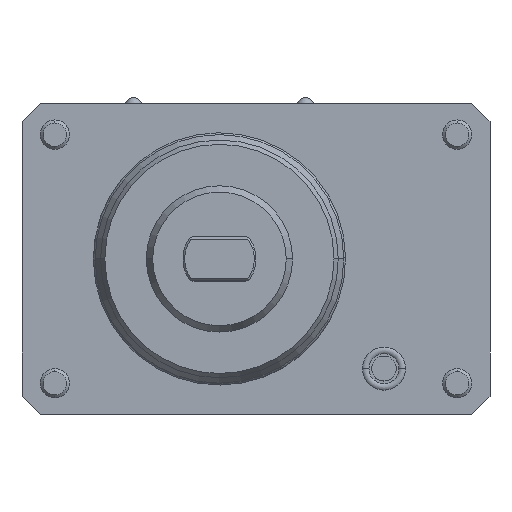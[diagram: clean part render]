
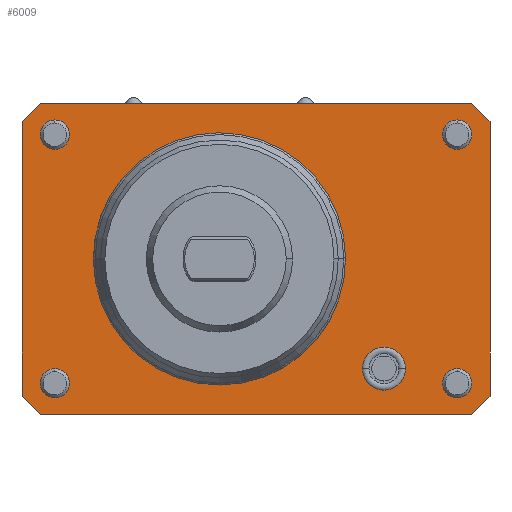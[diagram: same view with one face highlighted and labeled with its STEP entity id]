
A CAD part, front view. The second image highlights one B-rep face of the part: STEP entity #6009.
In plain terms, the highlighted planar face has unit normal (0, -1, 0).
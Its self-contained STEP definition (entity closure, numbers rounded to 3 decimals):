
#1=DIRECTION('',(1.,0.,0.));
#2=VECTOR('',#1,118.);
#3=CARTESIAN_POINT('',(-49.,0.,-42.5));
#4=LINE('',#3,#2);
#5=DIRECTION('',(0.707,0.,-0.707));
#6=VECTOR('',#5,7.071);
#7=CARTESIAN_POINT('',(-54.,0.,-37.5));
#8=LINE('',#7,#6);
#9=DIRECTION('',(0.,0.,-1.));
#10=VECTOR('',#9,75.);
#11=CARTESIAN_POINT('',(-54.,0.,37.5));
#12=LINE('',#11,#10);
#13=DIRECTION('',(-0.707,0.,-0.707));
#14=VECTOR('',#13,7.071);
#15=CARTESIAN_POINT('',(-49.,0.,42.5));
#16=LINE('',#15,#14);
#17=DIRECTION('',(-1.,0.,0.));
#18=VECTOR('',#17,118.);
#19=CARTESIAN_POINT('',(69.,0.,42.5));
#20=LINE('',#19,#18);
#21=DIRECTION('',(-0.707,0.,0.707));
#22=VECTOR('',#21,7.071);
#23=CARTESIAN_POINT('',(74.,0.,37.5));
#24=LINE('',#23,#22);
#25=DIRECTION('',(0.,0.,1.));
#26=VECTOR('',#25,75.);
#27=CARTESIAN_POINT('',(74.,0.,-37.5));
#28=LINE('',#27,#26);
#29=DIRECTION('',(0.707,0.,0.707));
#30=VECTOR('',#29,7.071);
#31=CARTESIAN_POINT('',(69.,0.,-42.5));
#32=LINE('',#31,#30);
#4549=CARTESIAN_POINT('',(-45.,0.,34.));
#4550=DIRECTION('',(0.,1.,0.));
#4551=DIRECTION('',(0.,0.,-1.));
#4552=AXIS2_PLACEMENT_3D('',#4549,#4550,#4551);
#4554=CARTESIAN_POINT('',(-45.,0.,34.));
#4555=DIRECTION('',(0.,1.,0.));
#4556=DIRECTION('',(0.,0.,1.));
#4557=AXIS2_PLACEMENT_3D('',#4554,#4555,#4556);
#4595=CARTESIAN_POINT('',(65.,0.,-34.));
#4596=DIRECTION('',(0.,1.,0.));
#4597=DIRECTION('',(0.,0.,-1.));
#4598=AXIS2_PLACEMENT_3D('',#4595,#4596,#4597);
#4600=CARTESIAN_POINT('',(65.,0.,-34.));
#4601=DIRECTION('',(0.,1.,0.));
#4602=DIRECTION('',(0.,0.,1.));
#4603=AXIS2_PLACEMENT_3D('',#4600,#4601,#4602);
#4641=CARTESIAN_POINT('',(-45.,0.,-34.));
#4642=DIRECTION('',(0.,1.,0.));
#4643=DIRECTION('',(0.,0.,-1.));
#4644=AXIS2_PLACEMENT_3D('',#4641,#4642,#4643);
#4646=CARTESIAN_POINT('',(-45.,0.,-34.));
#4647=DIRECTION('',(0.,1.,0.));
#4648=DIRECTION('',(0.,0.,1.));
#4649=AXIS2_PLACEMENT_3D('',#4646,#4647,#4648);
#4687=CARTESIAN_POINT('',(65.,0.,34.));
#4688=DIRECTION('',(0.,1.,0.));
#4689=DIRECTION('',(0.,0.,-1.));
#4690=AXIS2_PLACEMENT_3D('',#4687,#4688,#4689);
#4692=CARTESIAN_POINT('',(65.,0.,34.));
#4693=DIRECTION('',(0.,1.,0.));
#4694=DIRECTION('',(0.,0.,1.));
#4695=AXIS2_PLACEMENT_3D('',#4692,#4693,#4694);
#4738=CARTESIAN_POINT('',(45.,0.,-30.));
#4739=DIRECTION('',(0.,1.,0.));
#4740=DIRECTION('',(-1.,0.,0.));
#4741=AXIS2_PLACEMENT_3D('',#4738,#4739,#4740);
#4763=CARTESIAN_POINT('',(45.,0.,-30.));
#4764=DIRECTION('',(0.,1.,0.));
#4765=DIRECTION('',(1.,0.,0.));
#4766=AXIS2_PLACEMENT_3D('',#4763,#4764,#4765);
#4822=CARTESIAN_POINT('',(0.,0.,0.));
#4823=DIRECTION('',(0.,1.,0.));
#4824=DIRECTION('',(0.,0.,-1.));
#4825=AXIS2_PLACEMENT_3D('',#4822,#4823,#4824);
#4850=CARTESIAN_POINT('',(0.,0.,0.));
#4851=DIRECTION('',(0.,1.,0.));
#4852=DIRECTION('',(0.,0.,1.));
#4853=AXIS2_PLACEMENT_3D('',#4850,#4851,#4852);
#5757=CARTESIAN_POINT('',(-49.,0.,-42.5));
#5758=CARTESIAN_POINT('',(69.,0.,-42.5));
#5759=VERTEX_POINT('',#5757);
#5760=VERTEX_POINT('',#5758);
#5761=CARTESIAN_POINT('',(74.,0.,-37.5));
#5762=CARTESIAN_POINT('',(74.,0.,37.5));
#5763=VERTEX_POINT('',#5761);
#5764=VERTEX_POINT('',#5762);
#5765=CARTESIAN_POINT('',(69.,0.,42.5));
#5766=CARTESIAN_POINT('',(-49.,0.,42.5));
#5767=VERTEX_POINT('',#5765);
#5768=VERTEX_POINT('',#5766);
#5769=CARTESIAN_POINT('',(-54.,0.,37.5));
#5770=CARTESIAN_POINT('',(-54.,0.,-37.5));
#5771=VERTEX_POINT('',#5769);
#5772=VERTEX_POINT('',#5770);
#5797=CARTESIAN_POINT('',(0.,0.,-34.));
#5798=CARTESIAN_POINT('',(0.,0.,34.));
#5799=VERTEX_POINT('',#5797);
#5800=VERTEX_POINT('',#5798);
#5930=CARTESIAN_POINT('',(39.106,0.,-30.));
#5931=CARTESIAN_POINT('',(50.894,0.,-30.));
#5932=VERTEX_POINT('',#5930);
#5933=VERTEX_POINT('',#5931);
#5934=CARTESIAN_POINT('',(65.,0.,30.));
#5935=CARTESIAN_POINT('',(65.,0.,38.));
#5936=VERTEX_POINT('',#5934);
#5937=VERTEX_POINT('',#5935);
#5938=CARTESIAN_POINT('',(-45.,0.,-38.));
#5939=CARTESIAN_POINT('',(-45.,0.,-30.));
#5940=VERTEX_POINT('',#5938);
#5941=VERTEX_POINT('',#5939);
#5942=CARTESIAN_POINT('',(65.,0.,-38.));
#5943=CARTESIAN_POINT('',(65.,0.,-30.));
#5944=VERTEX_POINT('',#5942);
#5945=VERTEX_POINT('',#5943);
#5946=CARTESIAN_POINT('',(-45.,0.,30.));
#5947=CARTESIAN_POINT('',(-45.,0.,38.));
#5948=VERTEX_POINT('',#5946);
#5949=VERTEX_POINT('',#5947);
#5950=CARTESIAN_POINT('',(0.,0.,0.));
#5951=DIRECTION('',(0.,-1.,0.));
#5952=DIRECTION('',(-1.,0.,0.));
#5953=AXIS2_PLACEMENT_3D('',#5950,#5951,#5952);
#5954=PLANE('',#5953);
#5956=ORIENTED_EDGE('',*,*,#5955,.F.);
#5958=ORIENTED_EDGE('',*,*,#5957,.F.);
#5960=ORIENTED_EDGE('',*,*,#5959,.F.);
#5962=ORIENTED_EDGE('',*,*,#5961,.F.);
#5964=ORIENTED_EDGE('',*,*,#5963,.F.);
#5966=ORIENTED_EDGE('',*,*,#5965,.F.);
#5968=ORIENTED_EDGE('',*,*,#5967,.F.);
#5970=ORIENTED_EDGE('',*,*,#5969,.F.);
#5971=EDGE_LOOP('',(#5956,#5958,#5960,#5962,#5964,#5966,#5968,#5970));
#5972=FACE_OUTER_BOUND('',#5971,.F.);
#5974=ORIENTED_EDGE('',*,*,#5973,.F.);
#5976=ORIENTED_EDGE('',*,*,#5975,.F.);
#5977=EDGE_LOOP('',(#5974,#5976));
#5978=FACE_BOUND('',#5977,.F.);
#5980=ORIENTED_EDGE('',*,*,#5979,.F.);
#5982=ORIENTED_EDGE('',*,*,#5981,.F.);
#5983=EDGE_LOOP('',(#5980,#5982));
#5984=FACE_BOUND('',#5983,.F.);
#5986=ORIENTED_EDGE('',*,*,#5985,.F.);
#5988=ORIENTED_EDGE('',*,*,#5987,.F.);
#5989=EDGE_LOOP('',(#5986,#5988));
#5990=FACE_BOUND('',#5989,.F.);
#5992=ORIENTED_EDGE('',*,*,#5991,.F.);
#5994=ORIENTED_EDGE('',*,*,#5993,.F.);
#5995=EDGE_LOOP('',(#5992,#5994));
#5996=FACE_BOUND('',#5995,.F.);
#5998=ORIENTED_EDGE('',*,*,#5997,.F.);
#6000=ORIENTED_EDGE('',*,*,#5999,.F.);
#6001=EDGE_LOOP('',(#5998,#6000));
#6002=FACE_BOUND('',#6001,.F.);
#6004=ORIENTED_EDGE('',*,*,#6003,.F.);
#6006=ORIENTED_EDGE('',*,*,#6005,.F.);
#6007=EDGE_LOOP('',(#6004,#6006));
#6008=FACE_BOUND('',#6007,.F.);
#4553=CIRCLE('',#4552,4.);
#4558=CIRCLE('',#4557,4.);
#4599=CIRCLE('',#4598,4.);
#4604=CIRCLE('',#4603,4.);
#4645=CIRCLE('',#4644,4.);
#4650=CIRCLE('',#4649,4.);
#4691=CIRCLE('',#4690,4.);
#4696=CIRCLE('',#4695,4.);
#4742=CIRCLE('',#4741,5.894);
#4767=CIRCLE('',#4766,5.894);
#4826=CIRCLE('',#4825,34.);
#4854=CIRCLE('',#4853,34.);
#5955=EDGE_CURVE('',#5759,#5760,#4,.T.);
#5957=EDGE_CURVE('',#5772,#5759,#8,.T.);
#5959=EDGE_CURVE('',#5771,#5772,#12,.T.);
#5961=EDGE_CURVE('',#5768,#5771,#16,.T.);
#5963=EDGE_CURVE('',#5767,#5768,#20,.T.);
#5965=EDGE_CURVE('',#5764,#5767,#24,.T.);
#5967=EDGE_CURVE('',#5763,#5764,#28,.T.);
#5969=EDGE_CURVE('',#5760,#5763,#32,.T.);
#5973=EDGE_CURVE('',#5948,#5949,#4553,.T.);
#5975=EDGE_CURVE('',#5949,#5948,#4558,.T.);
#5979=EDGE_CURVE('',#5944,#5945,#4599,.T.);
#5981=EDGE_CURVE('',#5945,#5944,#4604,.T.);
#5985=EDGE_CURVE('',#5940,#5941,#4645,.T.);
#5987=EDGE_CURVE('',#5941,#5940,#4650,.T.);
#5991=EDGE_CURVE('',#5936,#5937,#4691,.T.);
#5993=EDGE_CURVE('',#5937,#5936,#4696,.T.);
#5997=EDGE_CURVE('',#5932,#5933,#4742,.T.);
#5999=EDGE_CURVE('',#5933,#5932,#4767,.T.);
#6003=EDGE_CURVE('',#5799,#5800,#4826,.T.);
#6005=EDGE_CURVE('',#5800,#5799,#4854,.T.);
#6009=ADVANCED_FACE('',(#5972,#5978,#5984,#5990,#5996,#6002,#6008),#5954,.T.);
